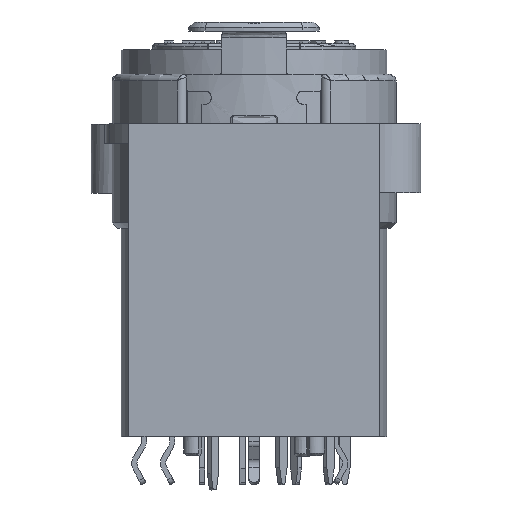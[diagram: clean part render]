
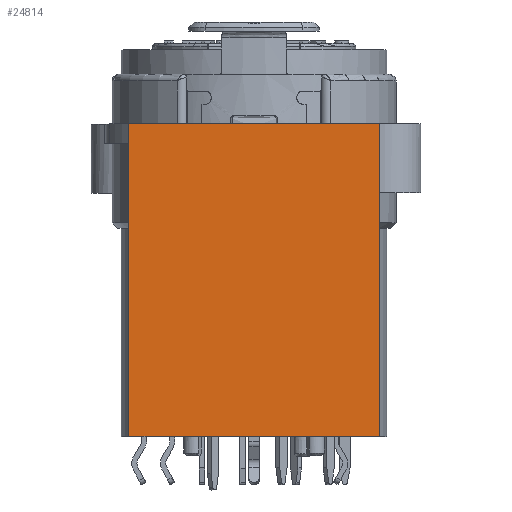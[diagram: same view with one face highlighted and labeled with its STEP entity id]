
A CAD part, top view. The second image highlights one B-rep face of the part: STEP entity #24814.
In plain terms, the highlighted planar face has unit normal (0, 0, 1).
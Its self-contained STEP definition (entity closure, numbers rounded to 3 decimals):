
#7911=DIRECTION('',(0.,1.,0.));
#7912=VECTOR('',#7911,23.993);
#7913=CARTESIAN_POINT('',(-9.6,9.86,25.3));
#7914=LINE('',#7913,#7912);
#7918=DIRECTION('',(1.,0.,0.));
#7919=VECTOR('',#7918,19.2);
#7920=CARTESIAN_POINT('',(-9.6,33.852,25.3));
#7921=LINE('',#7920,#7919);
#7925=DIRECTION('',(0.,-1.,0.));
#7926=VECTOR('',#7925,23.993);
#7927=CARTESIAN_POINT('',(9.6,33.852,25.3));
#7928=LINE('',#7927,#7926);
#7932=DIRECTION('',(-1.,0.,0.));
#7933=VECTOR('',#7932,19.2);
#7934=CARTESIAN_POINT('',(9.6,9.86,25.3));
#7935=LINE('',#7934,#7933);
#19454=CARTESIAN_POINT('',(-9.6,9.86,25.3));
#19455=VERTEX_POINT('',#19454);
#19456=CARTESIAN_POINT('',(9.6,9.86,25.3));
#19457=VERTEX_POINT('',#19456);
#19671=CARTESIAN_POINT('',(9.6,33.852,25.3));
#19672=VERTEX_POINT('',#19671);
#19761=CARTESIAN_POINT('',(-9.6,33.852,25.3));
#19762=VERTEX_POINT('',#19761);
#24802=CARTESIAN_POINT('',(0.,21.856,25.3));
#24803=DIRECTION('',(0.,0.,1.));
#24804=DIRECTION('',(0.,-1.,0.));
#24805=AXIS2_PLACEMENT_3D('',#24802,#24803,#24804);
#24806=PLANE('',#24805);
#24807=ORIENTED_EDGE('',*,*,#24787,.T.);
#24808=ORIENTED_EDGE('',*,*,#24305,.T.);
#24809=ORIENTED_EDGE('',*,*,#24466,.T.);
#24811=ORIENTED_EDGE('',*,*,#24810,.T.);
#24812=EDGE_LOOP('',(#24807,#24808,#24809,#24811));
#24813=FACE_OUTER_BOUND('',#24812,.F.);
#24305=EDGE_CURVE('',#19762,#19672,#7921,.T.);
#24466=EDGE_CURVE('',#19672,#19457,#7928,.T.);
#24787=EDGE_CURVE('',#19455,#19762,#7914,.T.);
#24810=EDGE_CURVE('',#19457,#19455,#7935,.T.);
#24814=ADVANCED_FACE('',(#24813),#24806,.T.);
